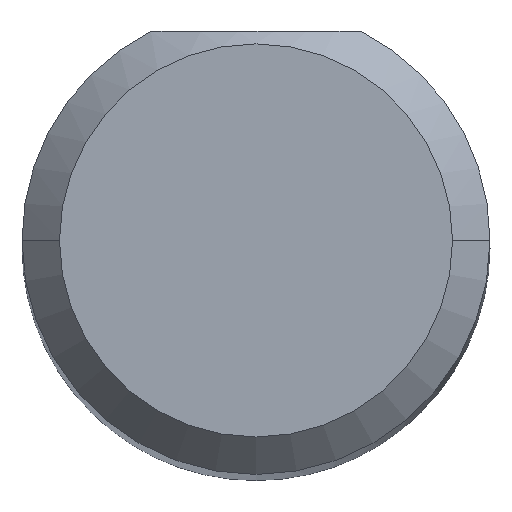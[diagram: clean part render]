
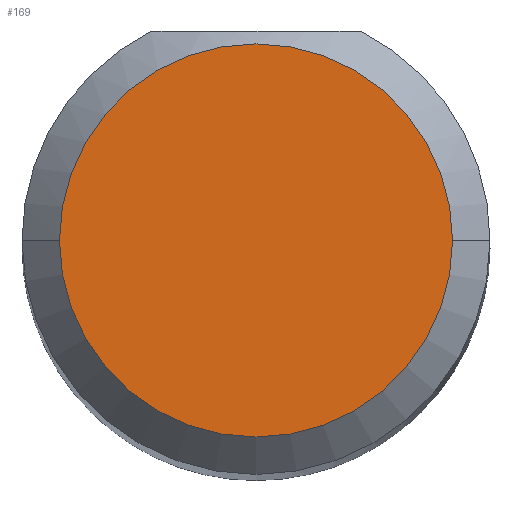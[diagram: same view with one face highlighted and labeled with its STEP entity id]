
A CAD part, top view. The second image highlights one B-rep face of the part: STEP entity #169.
In plain terms, the highlighted planar face has unit normal (0, 0, 1).
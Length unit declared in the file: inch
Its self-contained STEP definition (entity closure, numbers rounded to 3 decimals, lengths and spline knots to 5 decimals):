
#25 = DIRECTION ( 'NONE',  ( 0., 0., 1. ) ) ;
#67 = EDGE_CURVE ( 'NONE', #355, #146, #343, .T. ) ;
#76 = EDGE_CURVE ( 'NONE', #146, #355, #361, .T. ) ;
#77 = AXIS2_PLACEMENT_3D ( 'NONE', #304, #171, #349 ) ;
#98 = DIRECTION ( 'NONE',  ( 1., 0., 0. ) ) ;
#112 = AXIS2_PLACEMENT_3D ( 'NONE', #378, #273, #135 ) ;
#135 = DIRECTION ( 'NONE',  ( 1., 0., 0. ) ) ;
#146 = VERTEX_POINT ( 'NONE', #383 ) ;
#169 = ADVANCED_FACE ( 'NONE', ( #340 ), #181, .T. ) ;
#171 = DIRECTION ( 'NONE',  ( 0., 0., 1. ) ) ;
#181 = PLANE ( 'NONE',  #77 ) ;
#273 = DIRECTION ( 'NONE',  ( 0., 0., 1. ) ) ;
#304 = CARTESIAN_POINT ( 'NONE',  ( 0., 0., 2. ) ) ;
#340 = FACE_OUTER_BOUND ( 'NONE', #533, .T. ) ;
#343 = CIRCLE ( 'NONE', #112, 0.07875 ) ;
#349 = DIRECTION ( 'NONE',  ( 1., 0., 0. ) ) ;
#353 = ORIENTED_EDGE ( 'NONE', *, *, #67, .T. ) ;
#355 = VERTEX_POINT ( 'NONE', #490 ) ;
#361 = CIRCLE ( 'NONE', #497, 0.07875 ) ;
#378 = CARTESIAN_POINT ( 'NONE',  ( 0., 0., 2. ) ) ;
#383 = CARTESIAN_POINT ( 'NONE',  ( 0.07875, 0., 2. ) ) ;
#470 = CARTESIAN_POINT ( 'NONE',  ( 0., 0., 2. ) ) ;
#490 = CARTESIAN_POINT ( 'NONE',  ( -0.07875, 0., 2. ) ) ;
#497 = AXIS2_PLACEMENT_3D ( 'NONE', #470, #25, #98 ) ;
#530 = ORIENTED_EDGE ( 'NONE', *, *, #76, .T. ) ;
#533 = EDGE_LOOP ( 'NONE', ( #353, #530 ) ) ;
